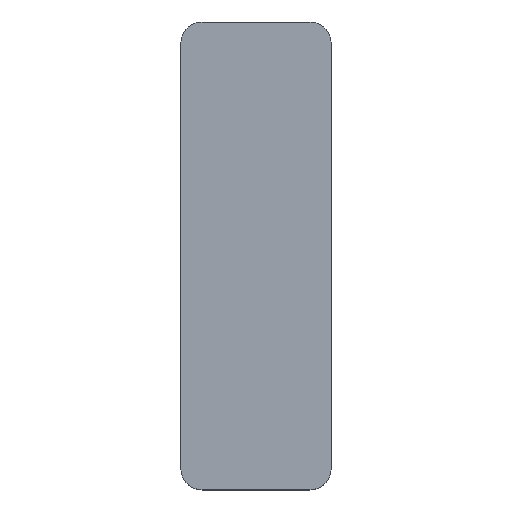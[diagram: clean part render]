
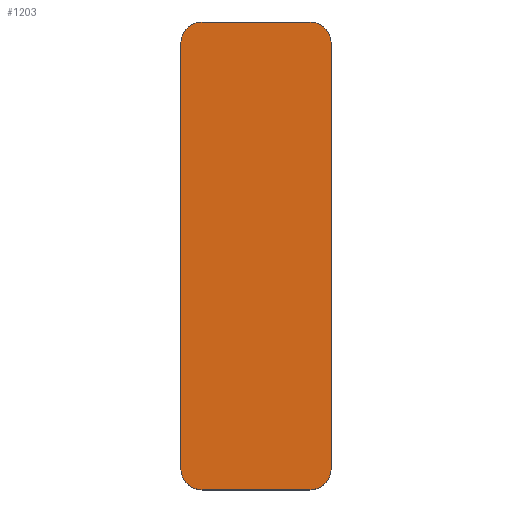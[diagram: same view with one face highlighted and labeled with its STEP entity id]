
A CAD part, top view. The second image highlights one B-rep face of the part: STEP entity #1203.
In plain terms, the highlighted planar face has unit normal (0, 0, 1).
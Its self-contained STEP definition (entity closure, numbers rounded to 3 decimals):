
#1012 = VERTEX_POINT('',#1013);
#1013 = CARTESIAN_POINT('',(29.8,13.,3.));
#1019 = EDGE_CURVE('',#1012,#1020,#1022,.T.);
#1020 = VERTEX_POINT('',#1021);
#1021 = CARTESIAN_POINT('',(29.8,-17.,3.));
#1022 = LINE('',#1023,#1024);
#1023 = CARTESIAN_POINT('',(29.8,13.,3.));
#1024 = VECTOR('',#1025,1.);
#1025 = DIRECTION('',(0.,-1.,0.));
#1043 = EDGE_CURVE('',#1012,#1044,#1046,.T.);
#1044 = VERTEX_POINT('',#1045);
#1045 = CARTESIAN_POINT('',(28.3,14.5,3.));
#1046 = CIRCLE('',#1047,1.5);
#1047 = AXIS2_PLACEMENT_3D('',#1048,#1049,#1050);
#1048 = CARTESIAN_POINT('',(28.3,13.,3.));
#1049 = DIRECTION('',(0.,0.,1.));
#1050 = DIRECTION('',(1.,0.,0.));
#1068 = VERTEX_POINT('',#1069);
#1069 = CARTESIAN_POINT('',(28.3,-18.5,3.));
#1075 = EDGE_CURVE('',#1068,#1020,#1076,.T.);
#1076 = CIRCLE('',#1077,1.5);
#1077 = AXIS2_PLACEMENT_3D('',#1078,#1079,#1080);
#1078 = CARTESIAN_POINT('',(28.3,-17.,3.));
#1079 = DIRECTION('',(0.,0.,1.));
#1080 = DIRECTION('',(1.,0.,0.));
#1093 = VERTEX_POINT('',#1094);
#1094 = CARTESIAN_POINT('',(20.7,14.5,3.));
#1100 = EDGE_CURVE('',#1093,#1044,#1101,.T.);
#1101 = LINE('',#1102,#1103);
#1102 = CARTESIAN_POINT('',(20.7,14.5,3.));
#1103 = VECTOR('',#1104,1.);
#1104 = DIRECTION('',(1.,0.,0.));
#1117 = EDGE_CURVE('',#1068,#1118,#1120,.T.);
#1118 = VERTEX_POINT('',#1119);
#1119 = CARTESIAN_POINT('',(20.7,-18.5,3.));
#1120 = LINE('',#1121,#1122);
#1121 = CARTESIAN_POINT('',(28.3,-18.5,3.));
#1122 = VECTOR('',#1123,1.);
#1123 = DIRECTION('',(-1.,0.,0.));
#1141 = EDGE_CURVE('',#1093,#1142,#1144,.T.);
#1142 = VERTEX_POINT('',#1143);
#1143 = CARTESIAN_POINT('',(19.2,13.,3.));
#1144 = CIRCLE('',#1145,1.5);
#1145 = AXIS2_PLACEMENT_3D('',#1146,#1147,#1148);
#1146 = CARTESIAN_POINT('',(20.7,13.,3.));
#1147 = DIRECTION('',(0.,0.,1.));
#1148 = DIRECTION('',(1.,0.,0.));
#1166 = VERTEX_POINT('',#1167);
#1167 = CARTESIAN_POINT('',(19.2,-17.,3.));
#1173 = EDGE_CURVE('',#1166,#1118,#1174,.T.);
#1174 = CIRCLE('',#1175,1.5);
#1175 = AXIS2_PLACEMENT_3D('',#1176,#1177,#1178);
#1176 = CARTESIAN_POINT('',(20.7,-17.,3.));
#1177 = DIRECTION('',(0.,0.,1.));
#1178 = DIRECTION('',(1.,0.,0.));
#1191 = EDGE_CURVE('',#1142,#1166,#1192,.T.);
#1192 = LINE('',#1193,#1194);
#1193 = CARTESIAN_POINT('',(19.2,13.,3.));
#1194 = VECTOR('',#1195,1.);
#1195 = DIRECTION('',(0.,-1.,0.));
#1203 = ADVANCED_FACE('',(#1204),#1214,.T.);
#1204 = FACE_BOUND('',#1205,.F.);
#1205 = EDGE_LOOP('',(#1206,#1207,#1208,#1209,#1210,#1211,#1212,#1213));
#1206 = ORIENTED_EDGE('',*,*,#1019,.T.);
#1207 = ORIENTED_EDGE('',*,*,#1075,.F.);
#1208 = ORIENTED_EDGE('',*,*,#1117,.T.);
#1209 = ORIENTED_EDGE('',*,*,#1173,.F.);
#1210 = ORIENTED_EDGE('',*,*,#1191,.F.);
#1211 = ORIENTED_EDGE('',*,*,#1141,.F.);
#1212 = ORIENTED_EDGE('',*,*,#1100,.T.);
#1213 = ORIENTED_EDGE('',*,*,#1043,.F.);
#1214 = PLANE('',#1215);
#1215 = AXIS2_PLACEMENT_3D('',#1216,#1217,#1218);
#1216 = CARTESIAN_POINT('',(24.5,-2.,3.));
#1217 = DIRECTION('',(0.,0.,1.));
#1218 = DIRECTION('',(1.,0.,0.));
